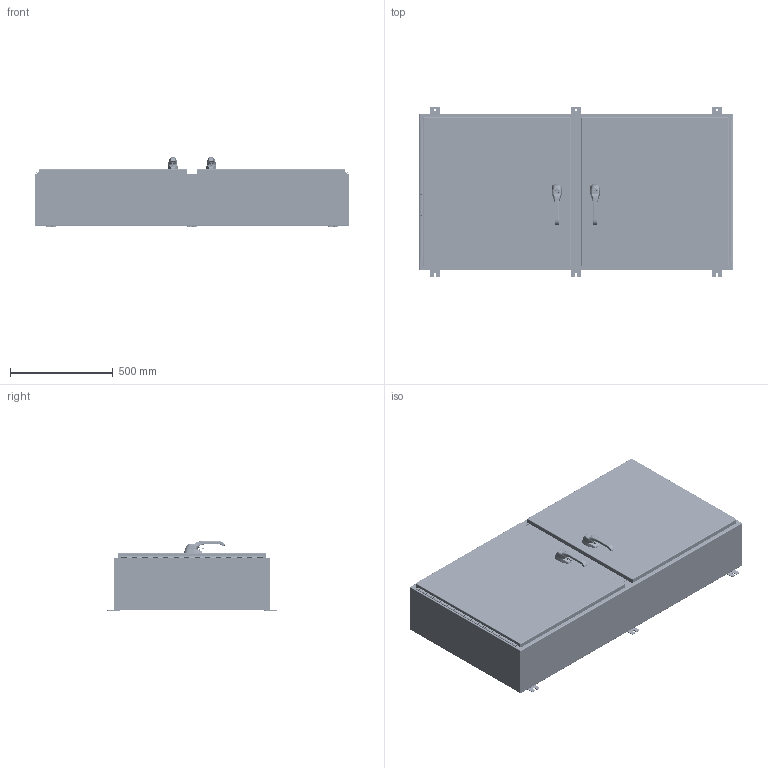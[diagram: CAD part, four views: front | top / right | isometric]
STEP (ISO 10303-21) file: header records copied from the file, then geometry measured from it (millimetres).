
FILE_DESCRIPTION(/* description */ ('N4X,2D,WM,SS,30X60X10,3PT. HANDLE'),/* implementation_level */ '2;1');
FILE_NAME(/* name */ 'SSN4306010WF3PT.stp',/* time_stamp */ '2021-02-08T09:41:17-06:00',/* author */ ('kadelman'),/* organization */ (''),/* preprocessor_version */ 'ST-DEVELOPER v18.1',/* originating_system */ 'Autodesk Inventor 2020',/* authorisation */ '');
FILE_SCHEMA (('AUTOMOTIVE_DESIGN { 1 0 10303 214 3 1 1 }'));
Products named in the file (59): SSN4306010WF3PT; SSN4306010WF3PTBTB; SSN43010WF3PTLRS; 34871; HFW303135; HFW303136; SSN430WF3PTMLR; HFW316407_COMPRESSED; SSN430WF3PTRML; 30221; 38859; SSN43060WF3PTLDR; SSN43060WF3PTRDR; HFW32436_ASSM; 1091-73; 1091-B11_ASM; 1091-74-03; 1091-74-01; 1091-75; DIN3771_16X2_5; 2100-11; 1091-76; D125B_10_5; DIN985_M10; 1000-02; 1225-05; 1000-277-01; SPACER; 38846; SS_LARGE_DOOR_ROD_ASSM-37039; HFW31712; 1091-903_AF0; 1091-903_AF0_1; 1091-903_AF0_2; PLASTIC-ROLLER-CAM_AF0_ASM; PLASTIC-ROLLER-CAM_AF1; 7379-M6-8X25_AF0; LOCK-NUT_AF0; SUPPORT-ROLL_AF0; 1091-BR11_AF0 ...
Assembly tree (101 placements, depth 5):
  SSN4306010WF3PT
    SSN4306010WF3PTBTB
    SSN43010WF3PTLRS  x2
    34871  x6
    HFW303135  x2
    HFW303136  x2
    SSN430WF3PTMLR
    HFW316407_COMPRESSED  x2
    SSN430WF3PTRML
    30221  x8
    38859  x6
    SSN43060WF3PTLDR
    SSN43060WF3PTRDR
    HFW32436_ASSM  x2
      1091-73
      1091-B11_ASM
        1091-74-03
        1091-74-01
      1091-75
      DIN3771_16X2_5
      2100-11
      1091-76
      D125B_10_5
      DIN985_M10
      1000-277-01
      1000-02
      1225-05
      SPACER
    38846  x6
    SS_LARGE_DOOR_ROD_ASSM-37039  x2
      HFW31712
        1091-903_AF0
          1091-903_AF0_1
          1091-903_AF0_2
        PLASTIC-ROLLER-CAM_AF0_ASM
          PLASTIC-ROLLER-CAM_AF1
          7379-M6-8X25_AF0
          LOCK-NUT_AF0
        SUPPORT-ROLL_AF0
        1091-BR11_AF0
      37039
      ANSI B18.6.3 - 3/8-16 UNC - 1.75
      HFW3762
      31230
      3862
    328139
      328139L
      328139T
      328139P
    328139_1
      328139L
      328139T
      328139P
    SSN43060WF3PTFIP  x2
    HFW312002  x4
      CP10184202R01_Standard
        CP10184202R01_Deep Recess
        CP10184202R03 MODIFY
      CP10184202R02
      CP10184202R04
Bounding box: 1524 x 825.5 x 336.76 mm (x, y, z)
Volume: 8911572.3 mm3; surface area: 8716500.6 mm2
Topology: 133 solids, 133 shells, 7012 faces, 17466 edges, 10728 vertices
Faces by surface type: plane 2656, cylinder 2324, bspline 1050, torus 516, sphere 254, cone 212
Full cylindrical faces by diameter (mm): 1.5 x4, 2.5 x2, 3 x2, 3.048 x2, 3.1 x4, 3.15 x2, 3.5 x6, 3.9 x2, 3.969 x8, 4.2 x4, 4.5 x4, 4.773 x4, 5 x10, 5.105 x64, 5.16 x40, 5.4 x6, 6 x10, 6.075 x56, 6.128 x4, 6.172 x4, 6.35 x30, 6.41 x4, 6.535 x32, 6.756 x8, 7.112 x6, 7.144 x4, 7.938 x4, 8 x4, 8.153 x4, 8.2 x2
Entity records: 132670 total; most frequent: CARTESIAN_POINT 63467, ORIENTED_EDGE 13960, DIRECTION 13726, EDGE_CURVE 6980, AXIS2_PLACEMENT_3D 5098, VERTEX_POINT 4289, LINE 3530, VECTOR 3530
